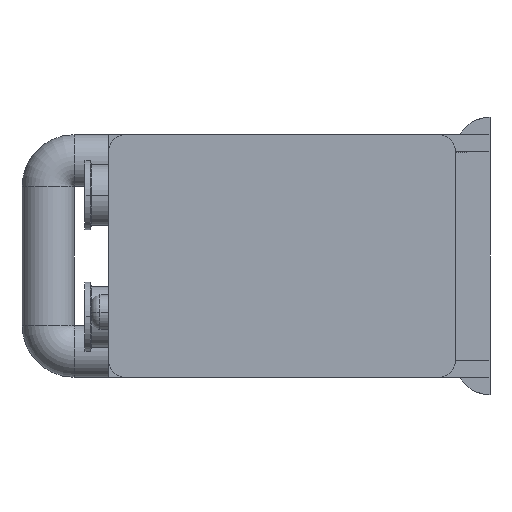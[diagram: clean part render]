
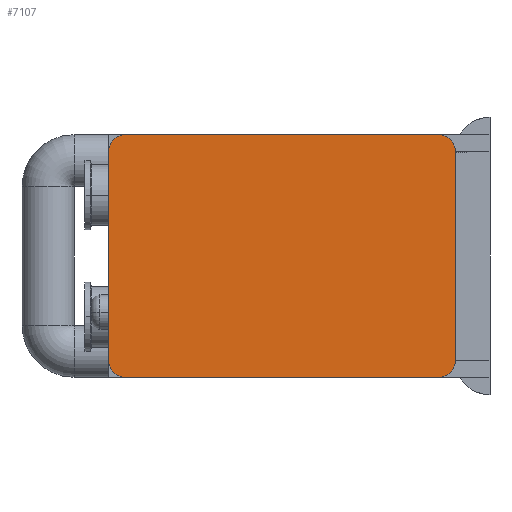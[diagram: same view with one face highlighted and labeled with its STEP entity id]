
A CAD part, left-side view. The second image highlights one B-rep face of the part: STEP entity #7107.
In plain terms, the highlighted planar face has unit normal (-1, 0, 0).
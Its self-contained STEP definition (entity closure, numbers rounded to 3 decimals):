
#342 = CARTESIAN_POINT ( 'NONE',  ( -300., 100., -70. ) ) ;
#343 = DIRECTION ( 'NONE',  ( 0., -1., 0. ) ) ;
#2297 = AXIS2_PLACEMENT_3D ( 'NONE', #9415, #9416, #9418 ) ;
#2412 = AXIS2_PLACEMENT_3D ( 'NONE', #11148, #11149, #11150 ) ;
#2474 = AXIS2_PLACEMENT_3D ( 'NONE', #10587, #10588, #10589 ) ;
#2525 = AXIS2_PLACEMENT_3D ( 'NONE', #10819, #10820, #10821 ) ;
#2527 = AXIS2_PLACEMENT_3D ( 'NONE', #10828, #10829, #10830 ) ;
#2839 = FACE_OUTER_BOUND ( 'NONE', #10178, .T. ) ;
#2973 = CIRCLE ( 'NONE', #2412, 10. ) ;
#3192 = CIRCLE ( 'NONE', #2474, 10. ) ;
#3323 = CIRCLE ( 'NONE', #2527, 10. ) ;
#3325 = CIRCLE ( 'NONE', #2525, 10. ) ;
#3493 = LINE ( 'NONE', #342, #3498 ) ;
#3498 = VECTOR ( 'NONE', #343, 1000. ) ;
#3913 = LINE ( 'NONE', #4326, #3916 ) ;
#3916 = VECTOR ( 'NONE', #4327, 1000. ) ;
#4002 = LINE ( 'NONE', #4432, #4004 ) ;
#4004 = VECTOR ( 'NONE', #4433, 1000. ) ;
#4066 = LINE ( 'NONE', #4603, #4069 ) ;
#4069 = VECTOR ( 'NONE', #4604, 1000. ) ;
#4326 = CARTESIAN_POINT ( 'NONE',  ( -300., 100., 70. ) ) ;
#4327 = DIRECTION ( 'NONE',  ( 0., -1., 0. ) ) ;
#4432 = CARTESIAN_POINT ( 'NONE',  ( -300., -100., 70. ) ) ;
#4433 = DIRECTION ( 'NONE',  ( 0., 0., -1. ) ) ;
#4603 = CARTESIAN_POINT ( 'NONE',  ( -300., 100., 70. ) ) ;
#4604 = DIRECTION ( 'NONE',  ( 0., 0., -1. ) ) ;
#5417 = VERTEX_POINT ( 'NONE', #7967 ) ;
#5419 = VERTEX_POINT ( 'NONE', #7965 ) ;
#5421 = VERTEX_POINT ( 'NONE', #7963 ) ;
#5427 = VERTEX_POINT ( 'NONE', #7338 ) ;
#5486 = VERTEX_POINT ( 'NONE', #7331 ) ;
#5511 = VERTEX_POINT ( 'NONE', #7317 ) ;
#5526 = VERTEX_POINT ( 'NONE', #7503 ) ;
#5541 = VERTEX_POINT ( 'NONE', #7518 ) ;
#5632 = ORIENTED_EDGE ( 'NONE', *, *, #8644, .T. ) ;
#5633 = ORIENTED_EDGE ( 'NONE', *, *, #8551, .T. ) ;
#5634 = ORIENTED_EDGE ( 'NONE', *, *, #9417, .F. ) ;
#5635 = ORIENTED_EDGE ( 'NONE', *, *, #8555, .T. ) ;
#5636 = ORIENTED_EDGE ( 'NONE', *, *, #9067, .F. ) ;
#5637 = ORIENTED_EDGE ( 'NONE', *, *, #8445, .T. ) ;
#5638 = ORIENTED_EDGE ( 'NONE', *, *, #9569, .T. ) ;
#5639 = ORIENTED_EDGE ( 'NONE', *, *, #8268, .T. ) ;
#7107 = ADVANCED_FACE ( 'NONE', ( #2839 ), #9381, .F. ) ;
#7317 = CARTESIAN_POINT ( 'NONE',  ( -300., 100., 60. ) ) ;
#7331 = CARTESIAN_POINT ( 'NONE',  ( -300., 100., -60. ) ) ;
#7338 = CARTESIAN_POINT ( 'NONE',  ( -300., 90., 70. ) ) ;
#7503 = CARTESIAN_POINT ( 'NONE',  ( -300., -100., -60. ) ) ;
#7518 = CARTESIAN_POINT ( 'NONE',  ( -300., -100., 60. ) ) ;
#7963 = CARTESIAN_POINT ( 'NONE',  ( -300., -90., -70. ) ) ;
#7965 = CARTESIAN_POINT ( 'NONE',  ( -300., 90., -70. ) ) ;
#7967 = CARTESIAN_POINT ( 'NONE',  ( -300., -90., 70. ) ) ;
#8268 = EDGE_CURVE ( 'NONE', #5486, #5419, #2973, .T. ) ;
#8445 = EDGE_CURVE ( 'NONE', #5427, #5511, #3192, .T. ) ;
#8551 = EDGE_CURVE ( 'NONE', #5421, #5526, #3325, .T. ) ;
#8555 = EDGE_CURVE ( 'NONE', #5541, #5417, #3323, .T. ) ;
#8644 = EDGE_CURVE ( 'NONE', #5419, #5421, #3493, .T. ) ;
#9067 = EDGE_CURVE ( 'NONE', #5427, #5417, #3913, .T. ) ;
#9381 = PLANE ( 'NONE',  #2297 ) ;
#9415 = CARTESIAN_POINT ( 'NONE',  ( -300., 100., 70. ) ) ;
#9416 = DIRECTION ( 'NONE',  ( 1., 0., 0. ) ) ;
#9417 = EDGE_CURVE ( 'NONE', #5541, #5526, #4002, .T. ) ;
#9418 = DIRECTION ( 'NONE',  ( 0., 0., -1. ) ) ;
#9569 = EDGE_CURVE ( 'NONE', #5511, #5486, #4066, .T. ) ;
#10178 = EDGE_LOOP ( 'NONE', ( #5632, #5633, #5634, #5635, #5636, #5637, #5638, #5639 ) ) ;
#10587 = CARTESIAN_POINT ( 'NONE',  ( -300., 90., 60. ) ) ;
#10588 = DIRECTION ( 'NONE',  ( -1., 0., 0. ) ) ;
#10589 = DIRECTION ( 'NONE',  ( 0., 0., -1. ) ) ;
#10819 = CARTESIAN_POINT ( 'NONE',  ( -300., -90., -60. ) ) ;
#10820 = DIRECTION ( 'NONE',  ( -1., 0., 0. ) ) ;
#10821 = DIRECTION ( 'NONE',  ( 0., 0., -1. ) ) ;
#10828 = CARTESIAN_POINT ( 'NONE',  ( -300., -90., 60. ) ) ;
#10829 = DIRECTION ( 'NONE',  ( -1., 0., 0. ) ) ;
#10830 = DIRECTION ( 'NONE',  ( 0., 0., -1. ) ) ;
#11148 = CARTESIAN_POINT ( 'NONE',  ( -300., 90., -60. ) ) ;
#11149 = DIRECTION ( 'NONE',  ( -1., 0., 0. ) ) ;
#11150 = DIRECTION ( 'NONE',  ( 0., 0., -1. ) ) ;
